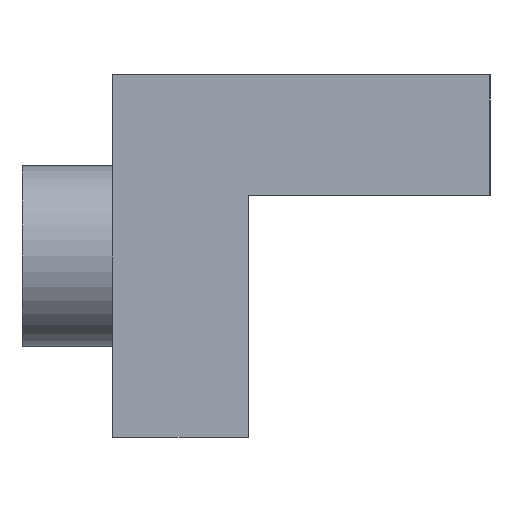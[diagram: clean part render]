
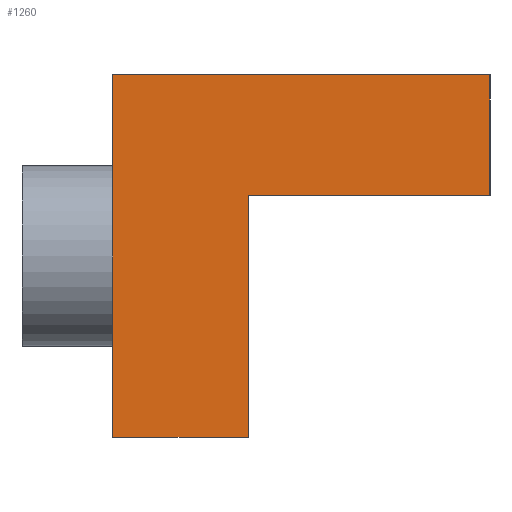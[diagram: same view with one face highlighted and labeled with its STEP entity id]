
A CAD part, left-side view. The second image highlights one B-rep face of the part: STEP entity #1260.
In plain terms, the highlighted planar face has unit normal (-1, 0, 0).
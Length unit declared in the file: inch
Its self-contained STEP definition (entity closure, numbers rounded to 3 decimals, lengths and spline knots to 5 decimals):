
#1 = DIRECTION ( 'NONE',  ( 0., 1., 0. ) ) ;
#26 = LINE ( 'NONE', #357, #381 ) ;
#30 = ORIENTED_EDGE ( 'NONE', *, *, #641, .T. ) ;
#102 = CARTESIAN_POINT ( 'NONE',  ( -0.59055, 0.17717, 0.15748 ) ) ;
#105 = CARTESIAN_POINT ( 'NONE',  ( -0.59055, 0., -0.31496 ) ) ;
#121 = CARTESIAN_POINT ( 'NONE',  ( -0.59055, 0., 0. ) ) ;
#129 = DIRECTION ( 'NONE',  ( 0., 0., -1. ) ) ;
#141 = VECTOR ( 'NONE', #1261, 39.37008 ) ;
#185 = LINE ( 'NONE', #639, #141 ) ;
#201 = CARTESIAN_POINT ( 'NONE',  ( -0.59055, -0.31496, 0. ) ) ;
#219 = ORIENTED_EDGE ( 'NONE', *, *, #869, .T. ) ;
#272 = EDGE_LOOP ( 'NONE', ( #1370, #985, #351, #30, #219, #855 ) ) ;
#307 = CARTESIAN_POINT ( 'NONE',  ( -0.59055, 0.17717, -0.31496 ) ) ;
#342 = FACE_OUTER_BOUND ( 'NONE', #272, .T. ) ;
#351 = ORIENTED_EDGE ( 'NONE', *, *, #724, .F. ) ;
#357 = CARTESIAN_POINT ( 'NONE',  ( -0.59055, 0., 0. ) ) ;
#370 = EDGE_CURVE ( 'NONE', #764, #740, #1300, .T. ) ;
#381 = VECTOR ( 'NONE', #1228, 39.37008 ) ;
#413 = CARTESIAN_POINT ( 'NONE',  ( -0.59055, 0.17717, 0.15748 ) ) ;
#457 = PLANE ( 'NONE',  #862 ) ;
#491 = CARTESIAN_POINT ( 'NONE',  ( -0.59055, 0., -0.31496 ) ) ;
#545 = VERTEX_POINT ( 'NONE', #491 ) ;
#639 = CARTESIAN_POINT ( 'NONE',  ( -0.59055, 0.17717, -0.31496 ) ) ;
#641 = EDGE_CURVE ( 'NONE', #1224, #676, #875, .T. ) ;
#676 = VERTEX_POINT ( 'NONE', #201 ) ;
#724 = EDGE_CURVE ( 'NONE', #1224, #545, #26, .T. ) ;
#740 = VERTEX_POINT ( 'NONE', #1305 ) ;
#746 = DIRECTION ( 'NONE',  ( 0., -1., 0. ) ) ;
#764 = VERTEX_POINT ( 'NONE', #102 ) ;
#773 = VECTOR ( 'NONE', #1, 39.37008 ) ;
#775 = VERTEX_POINT ( 'NONE', #307 ) ;
#854 = CARTESIAN_POINT ( 'NONE',  ( -0.59055, 0., 0. ) ) ;
#855 = ORIENTED_EDGE ( 'NONE', *, *, #370, .F. ) ;
#862 = AXIS2_PLACEMENT_3D ( 'NONE', #1326, #1202, #129 ) ;
#869 = EDGE_CURVE ( 'NONE', #676, #740, #1344, .T. ) ;
#875 = LINE ( 'NONE', #854, #948 ) ;
#880 = CARTESIAN_POINT ( 'NONE',  ( -0.59055, -0.31496, 0. ) ) ;
#948 = VECTOR ( 'NONE', #746, 39.37008 ) ;
#985 = ORIENTED_EDGE ( 'NONE', *, *, #1313, .F. ) ;
#1041 = VECTOR ( 'NONE', #1095, 39.37008 ) ;
#1087 = VECTOR ( 'NONE', #1285, 39.37008 ) ;
#1095 = DIRECTION ( 'NONE',  ( 0., 0., 1. ) ) ;
#1101 = LINE ( 'NONE', #105, #773 ) ;
#1146 = EDGE_CURVE ( 'NONE', #775, #764, #185, .T. ) ;
#1202 = DIRECTION ( 'NONE',  ( 1., 0., 0. ) ) ;
#1224 = VERTEX_POINT ( 'NONE', #121 ) ;
#1228 = DIRECTION ( 'NONE',  ( 0., 0., -1. ) ) ;
#1260 = ADVANCED_FACE ( 'NONE', ( #342 ), #457, .F. ) ;
#1261 = DIRECTION ( 'NONE',  ( 0., 0., 1. ) ) ;
#1285 = DIRECTION ( 'NONE',  ( 0., -1., 0. ) ) ;
#1300 = LINE ( 'NONE', #413, #1087 ) ;
#1305 = CARTESIAN_POINT ( 'NONE',  ( -0.59055, -0.31496, 0.15748 ) ) ;
#1313 = EDGE_CURVE ( 'NONE', #545, #775, #1101, .T. ) ;
#1326 = CARTESIAN_POINT ( 'NONE',  ( -0.59055, 0., 0. ) ) ;
#1344 = LINE ( 'NONE', #880, #1041 ) ;
#1370 = ORIENTED_EDGE ( 'NONE', *, *, #1146, .F. ) ;
